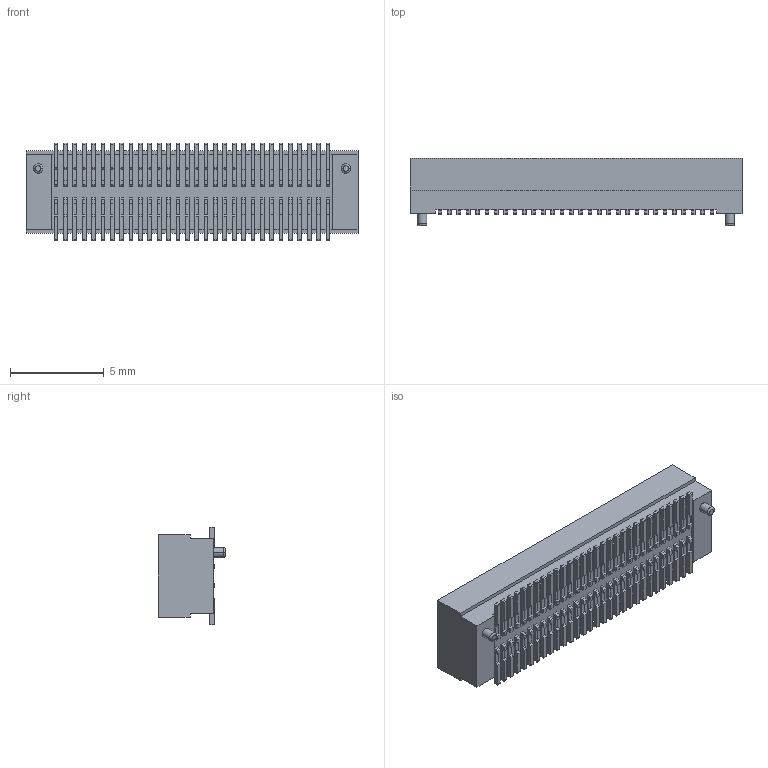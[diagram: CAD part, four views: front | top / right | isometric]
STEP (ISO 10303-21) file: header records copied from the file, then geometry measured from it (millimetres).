
FILE_DESCRIPTION((''),'2;1');
FILE_NAME('FBB05002-F60S1003K6MH45_REF','2025-08-13T09:16:29',('gongchengVV'),(''),'CREO PARAMETRIC BY PTC INC, 2020033','CREO PARAMETRIC BY PTC INC, 2020033','');
FILE_SCHEMA(('CONFIG_CONTROL_DESIGN'));
Products named in the file (1): FBB05002-F60S1003K6MH45_REF
Bounding box: 17.7 x 3.6 x 5.2 mm (x, y, z)
Volume: 157.7 mm3; surface area: 794.2 mm2
Topology: 1 solids, 1 shells, 2362 faces, 6764 edges, 4468 vertices
Faces by surface type: plane 2234, cylinder 124, torus 4
Entity records: 75618 total; most frequent: CARTESIAN_POINT 13594, ORIENTED_EDGE 13528, DIRECTION 11752, EDGE_CURVE 6764, VECTOR 6500, LINE 6500, VERTEX_POINT 4468, AXIS2_PLACEMENT_3D 2626
